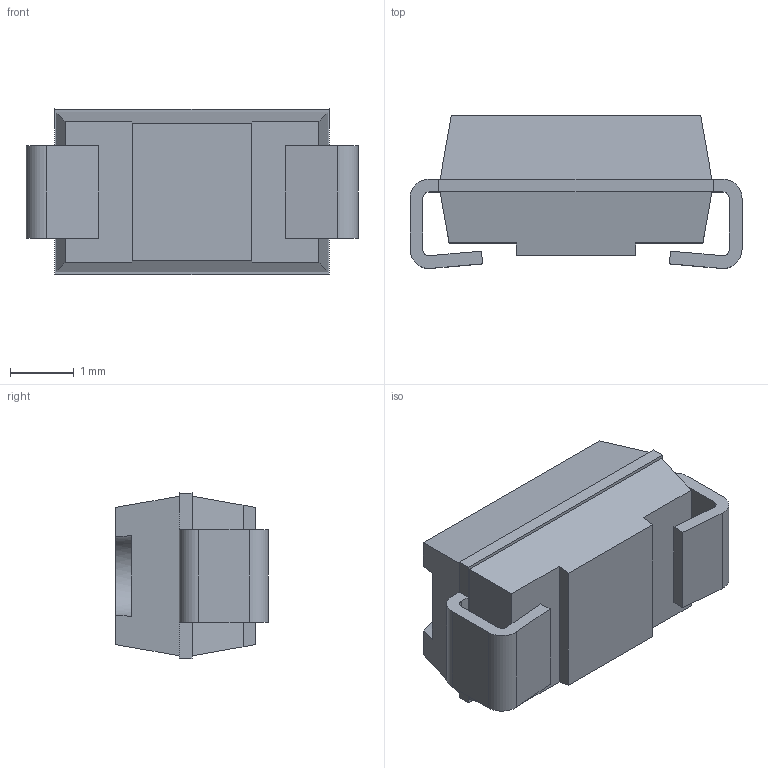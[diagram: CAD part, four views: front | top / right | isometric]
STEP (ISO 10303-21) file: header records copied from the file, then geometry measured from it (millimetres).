
FILE_DESCRIPTION (( 'STEP AP214' ), '1' );
FILE_NAME ('TISP4015L1AJR-S.STEP', '2023-10-10T19:00:54', ( '' ), ( '' ), 'SwSTEP 2.0', 'SolidWorks 2021', '' );
FILE_SCHEMA (( 'AUTOMOTIVE_DESIGN' ));
Length unit declared in the file: millimetre
Products named in the file (1): TISP4015L1AJR-S
Bounding box: 5.21 x 2.4 x 2.6 mm (x, y, z)
Volume: 21.7 mm3; surface area: 63.5 mm2
Topology: 3 solids, 3 shells, 50 faces, 126 edges, 84 vertices
Faces by surface type: plane 41, cylinder 9
Entity records: 1540 total; most frequent: CARTESIAN_POINT 267, ORIENTED_EDGE 252, DIRECTION 244, EDGE_CURVE 126, LINE 106, VECTOR 106, VERTEX_POINT 84, AXIS2_PLACEMENT_3D 69
